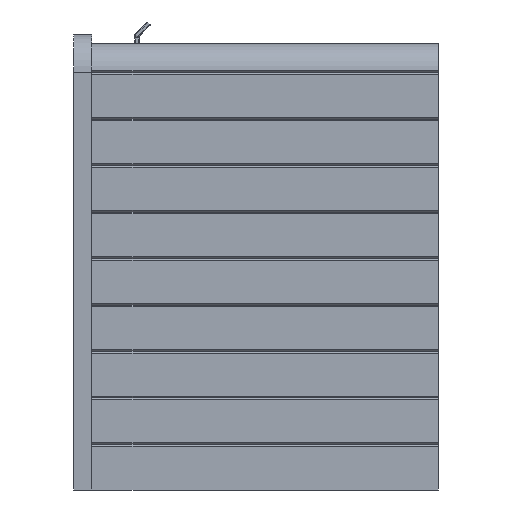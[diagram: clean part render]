
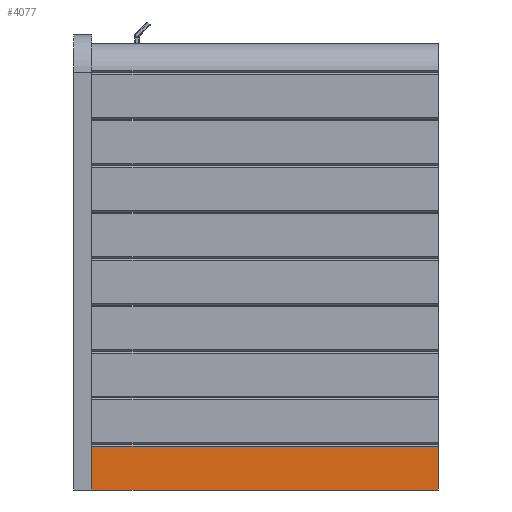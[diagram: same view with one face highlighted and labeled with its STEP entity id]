
A CAD part, left-side view. The second image highlights one B-rep face of the part: STEP entity #4077.
In plain terms, the highlighted planar face has unit normal (-1, 0, 0).
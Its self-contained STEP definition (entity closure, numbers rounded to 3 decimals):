
#86 = EDGE_LOOP ( 'NONE', ( #6078, #3844, #4847, #2254 ) ) ;
#297 = DIRECTION ( 'NONE',  ( 0., -1., 0. ) ) ;
#848 = EDGE_CURVE ( 'NONE', #2384, #7262, #1230, .T. ) ;
#941 = DIRECTION ( 'NONE',  ( 0., 1., 0. ) ) ;
#979 = EDGE_CURVE ( 'NONE', #2316, #2384, #3227, .T. ) ;
#1230 = LINE ( 'NONE', #3708, #2225 ) ;
#1283 = AXIS2_PLACEMENT_3D ( 'NONE', #6747, #4472, #941 ) ;
#1435 = LINE ( 'NONE', #1795, #6119 ) ;
#1548 = DIRECTION ( 'NONE',  ( 0., 0., -1. ) ) ;
#1596 = CARTESIAN_POINT ( 'NONE',  ( -890., 0., 0. ) ) ;
#1795 = CARTESIAN_POINT ( 'NONE',  ( -890., 0., 490. ) ) ;
#1811 = FACE_OUTER_BOUND ( 'NONE', #86, .T. ) ;
#2225 = VECTOR ( 'NONE', #297, 1000. ) ;
#2254 = ORIENTED_EDGE ( 'NONE', *, *, #848, .T. ) ;
#2316 = VERTEX_POINT ( 'NONE', #4369 ) ;
#2384 = VERTEX_POINT ( 'NONE', #6639 ) ;
#2560 = VECTOR ( 'NONE', #5826, 1000. ) ;
#2970 = DIRECTION ( 'NONE',  ( 0., 0., -1. ) ) ;
#3227 = LINE ( 'NONE', #5037, #7071 ) ;
#3506 = EDGE_CURVE ( 'NONE', #5457, #2316, #3553, .T. ) ;
#3553 = LINE ( 'NONE', #6942, #2560 ) ;
#3708 = CARTESIAN_POINT ( 'NONE',  ( -890., 0., 0. ) ) ;
#3844 = ORIENTED_EDGE ( 'NONE', *, *, #3506, .T. ) ;
#4077 = ADVANCED_FACE ( 'NONE', ( #1811 ), #7225, .F. ) ;
#4369 = CARTESIAN_POINT ( 'NONE',  ( -890., 380., 48. ) ) ;
#4472 = DIRECTION ( 'NONE',  ( 1., 0., 0. ) ) ;
#4708 = EDGE_CURVE ( 'NONE', #5457, #7262, #1435, .T. ) ;
#4847 = ORIENTED_EDGE ( 'NONE', *, *, #979, .T. ) ;
#5037 = CARTESIAN_POINT ( 'NONE',  ( -890., 380., 490. ) ) ;
#5457 = VERTEX_POINT ( 'NONE', #5572 ) ;
#5572 = CARTESIAN_POINT ( 'NONE',  ( -890., 0., 48. ) ) ;
#5826 = DIRECTION ( 'NONE',  ( 0., 1., 0. ) ) ;
#6078 = ORIENTED_EDGE ( 'NONE', *, *, #4708, .F. ) ;
#6119 = VECTOR ( 'NONE', #2970, 1000. ) ;
#6639 = CARTESIAN_POINT ( 'NONE',  ( -890., 380., 0. ) ) ;
#6747 = CARTESIAN_POINT ( 'NONE',  ( -890., 0., 490. ) ) ;
#6942 = CARTESIAN_POINT ( 'NONE',  ( -890., 0., 48. ) ) ;
#7071 = VECTOR ( 'NONE', #1548, 1000. ) ;
#7225 = PLANE ( 'NONE',  #1283 ) ;
#7262 = VERTEX_POINT ( 'NONE', #1596 ) ;
